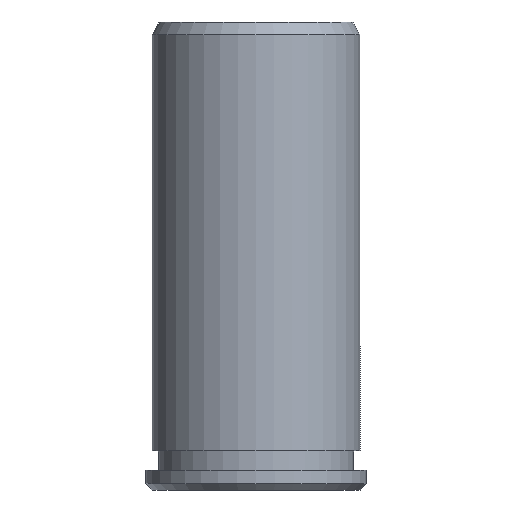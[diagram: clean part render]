
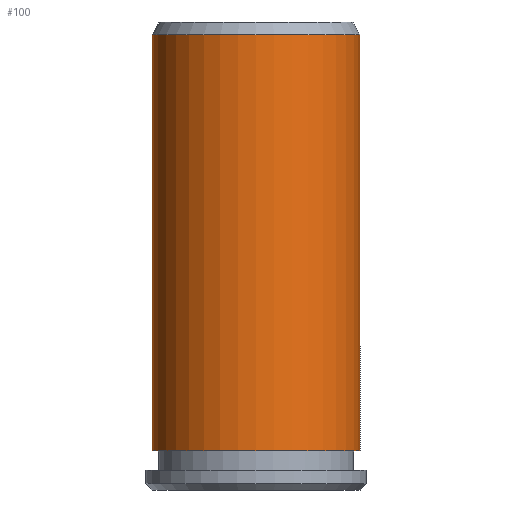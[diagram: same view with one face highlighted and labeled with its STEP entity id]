
A CAD part, left-side view. The second image highlights one B-rep face of the part: STEP entity #100.
In plain terms, the highlighted cylindrical face has radius 8 mm (diameter 16 mm), a partial arc.
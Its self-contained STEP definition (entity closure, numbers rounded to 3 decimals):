
#100=ADVANCED_FACE('NONE',(#269),#270,.T.);
#120=VERTEX_POINT('NONE',#293);
#130=EDGE_CURVE('NONE',#198,#192,#303,.T.);
#136=VERTEX_POINT('NONE',#310);
#182=EDGE_CURVE('NONE',#120,#136,#365,.T.);
#192=VERTEX_POINT('NONE',#376);
#198=VERTEX_POINT('NONE',#382);
#218=EDGE_CURVE('NONE',#120,#198,#405,.T.);
#230=EDGE_CURVE('NONE',#136,#192,#419,.T.);
#269=FACE_OUTER_BOUND('',#450,.T.);
#270=CYLINDRICAL_SURFACE('',#451,8.0);
#293=CARTESIAN_POINT('',(0.0,-8.,35.0));
#303=CIRCLE('',#495,8.0);
#310=CARTESIAN_POINT('',(0.,8.,35.0));
#365=CIRCLE('',#572,8.);
#376=CARTESIAN_POINT('',(0.,8.0,3.0));
#382=CARTESIAN_POINT('',(0.0,-8.0,3.0));
#405=LINE('',#622,#623);
#419=LINE('',#644,#645);
#450=EDGE_LOOP('',(#675,#676,#677,#678));
#451=AXIS2_PLACEMENT_3D('',#679,#680,#681);
#495=AXIS2_PLACEMENT_3D('',#708,#709,#710);
#572=AXIS2_PLACEMENT_3D('',#802,#803,#804);
#622=CARTESIAN_POINT('',(0.0,-8.0,-1.136));
#623=VECTOR('',#854,1000.0);
#644=CARTESIAN_POINT('',(0.,8.0,-1.136));
#645=VECTOR('',#871,1000.0);
#675=ORIENTED_EDGE('',*,*,#182,.T.);
#676=ORIENTED_EDGE('',*,*,#230,.T.);
#677=ORIENTED_EDGE('',*,*,#130,.F.);
#678=ORIENTED_EDGE('',*,*,#218,.F.);
#679=CARTESIAN_POINT('',(0.0,0.0,-1.136));
#680=DIRECTION('',(0.0,-0.0,-1.0));
#681=DIRECTION('',(0.0,-1.0,0.0));
#708=CARTESIAN_POINT('',(0.0,0.0,3.0));
#709=DIRECTION('',(0.0,0.0,-1.0));
#710=DIRECTION('',(0.0,-1.0,0.0));
#802=CARTESIAN_POINT('',(0.0,0.0,35.0));
#803=DIRECTION('',(0.0,0.0,-1.0));
#804=DIRECTION('',(0.0,-1.0,0.0));
#854=DIRECTION('',(0.0,0.0,-1.0));
#871=DIRECTION('',(0.0,0.0,-1.0));
